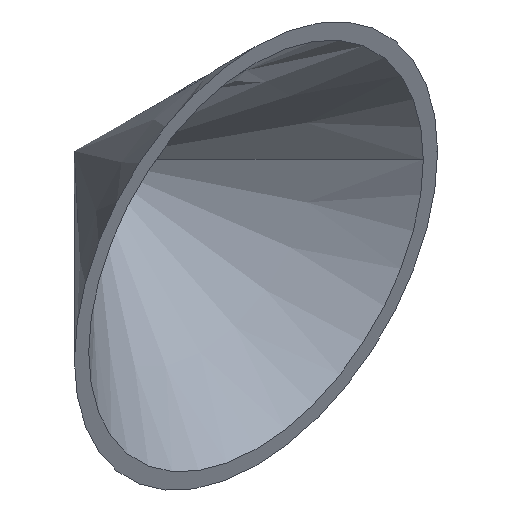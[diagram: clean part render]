
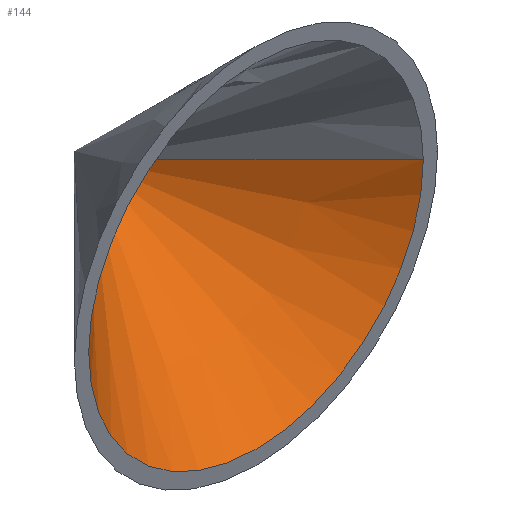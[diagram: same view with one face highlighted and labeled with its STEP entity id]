
A CAD part, isometric view. The second image highlights one B-rep face of the part: STEP entity #144.
In plain terms, the highlighted conical face has half-angle 45 degrees and reference radius 1000 mm.
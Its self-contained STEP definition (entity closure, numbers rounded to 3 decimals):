
#4 = VECTOR ( 'NONE', #270, 1000. ) ;
#6 = EDGE_CURVE ( 'NONE', #234, #289, #143, .T. ) ;
#12 = DIRECTION ( 'NONE',  ( 0., 1., 0. ) ) ;
#29 = LINE ( 'NONE', #288, #212 ) ;
#45 = DIRECTION ( 'NONE',  ( 0., -1., 0. ) ) ;
#64 = DIRECTION ( 'NONE',  ( 1., 0., 0. ) ) ;
#65 = EDGE_CURVE ( 'NONE', #93, #289, #154, .T. ) ;
#72 = ORIENTED_EDGE ( 'NONE', *, *, #6, .F. ) ;
#91 = ORIENTED_EDGE ( 'NONE', *, *, #283, .F. ) ;
#93 = VERTEX_POINT ( 'NONE', #249 ) ;
#97 = CARTESIAN_POINT ( 'NONE',  ( -165.858, 0., 0. ) ) ;
#133 = CARTESIAN_POINT ( 'NONE',  ( 0., 0., 0. ) ) ;
#143 = CIRCLE ( 'NONE', #238, 165.858 ) ;
#144 = ADVANCED_FACE ( 'NONE', ( #187 ), #168, .F. ) ;
#154 = LINE ( 'NONE', #204, #4 ) ;
#168 = CONICAL_SURFACE ( 'NONE', #219, 1000., 0.785 ) ;
#187 = FACE_OUTER_BOUND ( 'NONE', #193, .T. ) ;
#193 = EDGE_LOOP ( 'NONE', ( #91, #236, #72 ) ) ;
#202 = DIRECTION ( 'NONE',  ( 1., 0., 0. ) ) ;
#204 = CARTESIAN_POINT ( 'NONE',  ( 0., 165.858, 0. ) ) ;
#212 = VECTOR ( 'NONE', #284, 1000. ) ;
#219 = AXIS2_PLACEMENT_3D ( 'NONE', #295, #45, #64 ) ;
#234 = VERTEX_POINT ( 'NONE', #246 ) ;
#236 = ORIENTED_EDGE ( 'NONE', *, *, #65, .T. ) ;
#238 = AXIS2_PLACEMENT_3D ( 'NONE', #133, #12, #202 ) ;
#246 = CARTESIAN_POINT ( 'NONE',  ( 165.858, 0., 0. ) ) ;
#249 = CARTESIAN_POINT ( 'NONE',  ( 0., 165.858, 0. ) ) ;
#270 = DIRECTION ( 'NONE',  ( -0.707, -0.707, 0. ) ) ;
#283 = EDGE_CURVE ( 'NONE', #93, #234, #29, .T. ) ;
#284 = DIRECTION ( 'NONE',  ( 0.707, -0.707, 0. ) ) ;
#288 = CARTESIAN_POINT ( 'NONE',  ( 0., 165.858, 0. ) ) ;
#289 = VERTEX_POINT ( 'NONE', #97 ) ;
#295 = CARTESIAN_POINT ( 'NONE',  ( 0., -834.142, 0. ) ) ;
